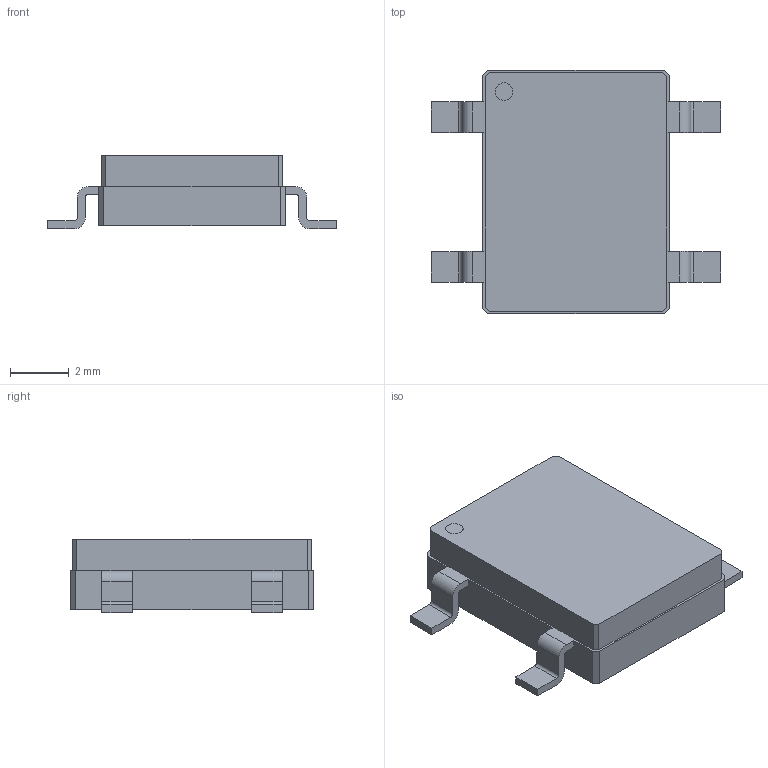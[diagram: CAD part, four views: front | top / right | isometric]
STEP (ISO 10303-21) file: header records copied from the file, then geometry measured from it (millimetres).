
FILE_DESCRIPTION(/* description */ ('model of Diode_Bridge_OnSemi_SDIP-4L'),/* implementation_level */ '2;1');
FILE_NAME(/* name */ 'Diode_Bridge_OnSemi_SDIP-4L.step',/* time_stamp */ '2023-01-12T12:11:39',/* author */ ('KiCAD','kicad'),/* organization */ ('OCCT'),/* preprocessor_version */ '',/* originating_system */ 'KiCAD',/* authorisation */ '');
FILE_SCHEMA(('AUTOMOTIVE_DESIGN { 1 0 10303 214 1 1 1 1 }'));
Length unit declared in the file: millimetre
Products named in the file (9): CQ assembly; e28379da-9269-11ed-aef7-a0cec80452fd; e28379da-9269-11ed-aef7-a0cec80452fd_part; e2837e9e-9269-11ed-aef7-a0cec80452fd; e2837e9e-9269-11ed-aef7-a0cec80452fd_part; e283816e-9269-11ed-aef7-a0cec80452fd; e283816e-9269-11ed-aef7-a0cec80452fd_part; e28383e4-9269-11ed-aef7-a0cec80452fd; e28383e4-9269-11ed-aef7-a0cec80452fd_part
Assembly tree (8 placements, depth 4):
  CQ assembly
    e28379da-9269-11ed-aef7-a0cec80452fd
      e28379da-9269-11ed-aef7-a0cec80452fd_part
      e2837e9e-9269-11ed-aef7-a0cec80452fd
        e2837e9e-9269-11ed-aef7-a0cec80452fd_part
      e283816e-9269-11ed-aef7-a0cec80452fd
        e283816e-9269-11ed-aef7-a0cec80452fd_part
      e28383e4-9269-11ed-aef7-a0cec80452fd
        e28383e4-9269-11ed-aef7-a0cec80452fd_part
Bounding box: 9.85 x 8.28 x 2.5 mm (x, y, z)
Volume: 126.9 mm3; surface area: 207.9 mm2
Topology: 6 solids, 6 shells, 103 faces, 262 edges, 172 vertices
Faces by surface type: plane 85, cylinder 18
Full cylindrical faces by diameter (mm): 0.6 x2
Entity records: 3244 total; most frequent: CARTESIAN_POINT 562, ORIENTED_EDGE 524, DIRECTION 506, EDGE_CURVE 262, LINE 210, VECTOR 210, VERTEX_POINT 172, AXIS2_PLACEMENT_3D 148
